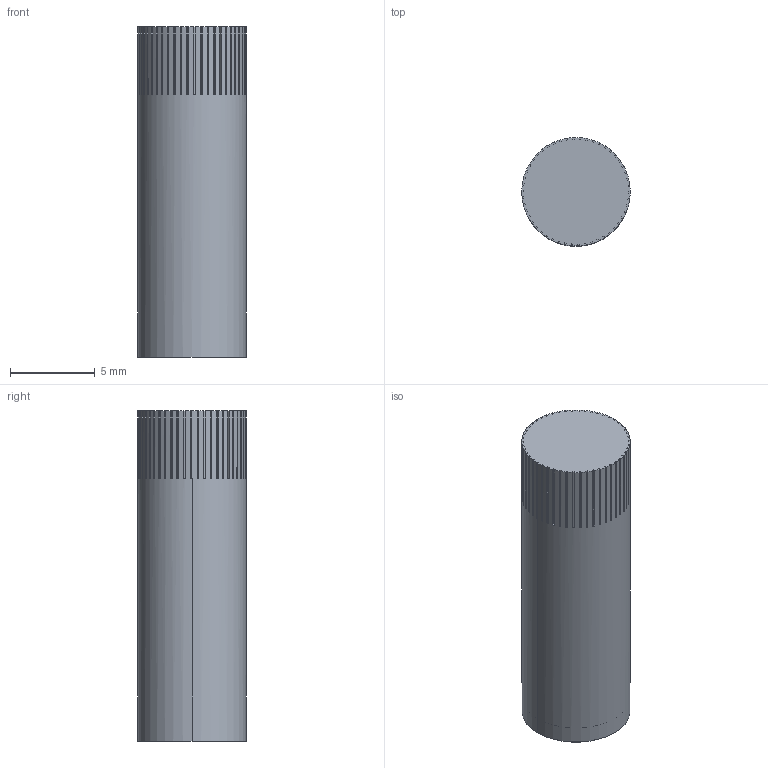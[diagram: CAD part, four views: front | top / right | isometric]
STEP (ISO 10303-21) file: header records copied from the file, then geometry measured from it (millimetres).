
FILE_DESCRIPTION((''),'2;1');
FILE_NAME('CAD2455_SW0001','2016-09-16T',('cmozuch'),(''),'PRO/ENGINEER BY PARAMETRIC TECHNOLOGY CORPORATION, 2015440','PRO/ENGINEER BY PARAMETRIC TECHNOLOGY CORPORATION, 2015440','');
FILE_SCHEMA(('CONFIG_CONTROL_DESIGN'));
Length unit declared in the file: millimetre
Products named in the file (1): CAD2455_SW0001
Bounding box: 6.4 x 6.4 x 19.5 mm (x, y, z)
Volume: 624.8 mm3; surface area: 535.5 mm2
Topology: 1 solids, 1 shells, 210 faces, 616 edges, 410 vertices
Faces by surface type: plane 204, cylinder 6
Entity records: 8475 total; most frequent: CARTESIAN_POINT 1236, ORIENTED_EDGE 1232, DIRECTION 1146, EDGE_CURVE 616, VECTOR 506, LINE 506, VERTEX_POINT 410, AXIS2_PLACEMENT_3D 320
